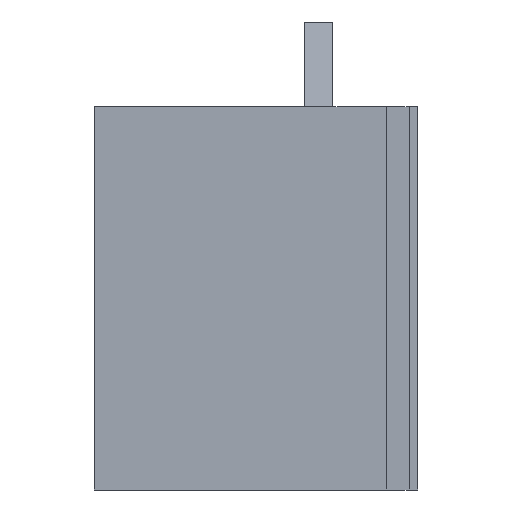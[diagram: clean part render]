
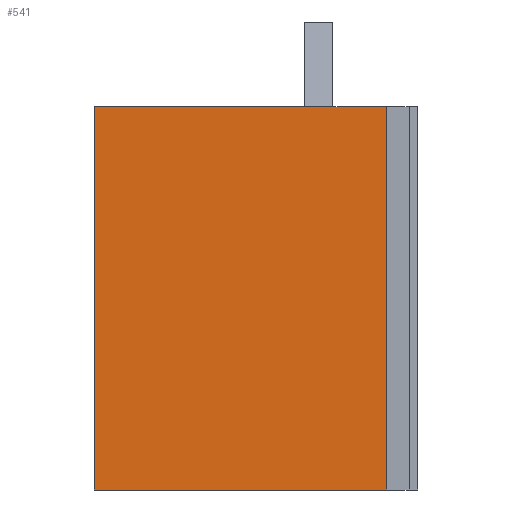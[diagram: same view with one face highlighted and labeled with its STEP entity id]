
A CAD part, left-side view. The second image highlights one B-rep face of the part: STEP entity #541.
In plain terms, the highlighted planar face has unit normal (-1, 0, 0).
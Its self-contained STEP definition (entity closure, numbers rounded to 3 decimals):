
#35=FACE_OUTER_BOUND('',#64,.T.);
#64=EDGE_LOOP('',(#439,#440,#441,#442,#443,#444));
#82=LINE('',#746,#156);
#88=LINE('',#759,#162);
#114=LINE('',#811,#188);
#127=LINE('',#835,#201);
#132=LINE('',#847,#206);
#133=LINE('',#848,#207);
#156=VECTOR('',#607,10.);
#162=VECTOR('',#617,10.);
#188=VECTOR('',#663,10.);
#201=VECTOR('',#678,10.);
#206=VECTOR('',#693,10.);
#207=VECTOR('',#694,10.);
#227=VERTEX_POINT('',#739);
#230=VERTEX_POINT('',#744);
#235=VERTEX_POINT('',#758);
#250=VERTEX_POINT('',#808);
#251=VERTEX_POINT('',#810);
#263=VERTEX_POINT('',#846);
#278=EDGE_CURVE('',#230,#227,#82,.T.);
#284=EDGE_CURVE('',#235,#227,#88,.T.);
#310=EDGE_CURVE('',#251,#250,#114,.T.);
#323=EDGE_CURVE('',#250,#235,#127,.T.);
#328=EDGE_CURVE('',#263,#230,#132,.T.);
#329=EDGE_CURVE('',#251,#263,#133,.T.);
#439=ORIENTED_EDGE('',*,*,#328,.F.);
#440=ORIENTED_EDGE('',*,*,#329,.F.);
#441=ORIENTED_EDGE('',*,*,#310,.T.);
#442=ORIENTED_EDGE('',*,*,#323,.T.);
#443=ORIENTED_EDGE('',*,*,#284,.T.);
#444=ORIENTED_EDGE('',*,*,#278,.F.);
#512=PLANE('',#584);
#541=ADVANCED_FACE('',(#35),#512,.T.);
#584=AXIS2_PLACEMENT_3D('',#845,#691,#692);
#607=DIRECTION('',(0.,0.,1.));
#617=DIRECTION('',(0.,1.,0.));
#663=DIRECTION('',(0.,1.,0.));
#678=DIRECTION('',(0.,1.,0.));
#691=DIRECTION('center_axis',(-1.,0.,0.));
#692=DIRECTION('ref_axis',(0.,1.,0.));
#693=DIRECTION('',(0.,1.,0.));
#694=DIRECTION('',(0.,0.,-1.));
#739=CARTESIAN_POINT('',(0.,47.8,0.));
#744=CARTESIAN_POINT('',(0.,47.8,-68.));
#746=CARTESIAN_POINT('',(0.,47.8,0.));
#758=CARTESIAN_POINT('',(0.,10.5,0.));
#759=CARTESIAN_POINT('',(0.,46.,0.));
#808=CARTESIAN_POINT('',(0.,5.5,0.));
#810=CARTESIAN_POINT('',(0.,-4.,0.));
#811=CARTESIAN_POINT('',(0.,-4.,0.));
#835=CARTESIAN_POINT('',(0.,-4.,0.));
#845=CARTESIAN_POINT('Origin',(0.,-4.,0.));
#846=CARTESIAN_POINT('',(0.,-4.,-68.));
#847=CARTESIAN_POINT('',(0.,-4.,-68.));
#848=CARTESIAN_POINT('',(0.,-4.,0.));
